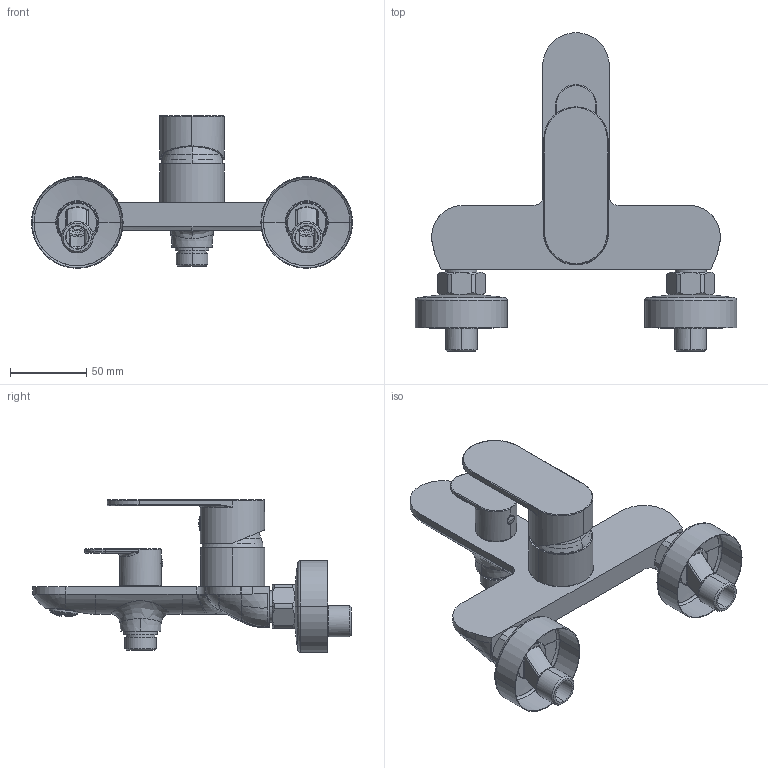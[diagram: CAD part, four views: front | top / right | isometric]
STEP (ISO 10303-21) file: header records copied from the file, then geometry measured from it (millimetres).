
FILE_DESCRIPTION((''),'2;1');
FILE_NAME('BAL1_ASM','2024-09-18T',('Administrator'),(''),'PRO/ENGINEER BY PARAMETRIC TECHNOLOGY CORPORATION, 2010430','PRO/ENGINEER BY PARAMETRIC TECHNOLOGY CORPORATION, 2010430','');
FILE_SCHEMA(('CONFIG_CONTROL_DESIGN'));
Products named in the file (25): 2120232; 2640148; 2710002; 2020004; 2020043; 2240156; 2730031; 2050232; 2220065; 2070031; 2210033; 2610026; 2550045; 2070001; 2210001; 2320080; 2510022; 2550021; 2510034; 2050013; 2510104; 2540006; 2070083; 2070076; BAL1_ASM
Assembly tree (30 placements, depth 2):
  BAL1_ASM
    2120232
    2640148
    2710002
    2020004
    2020043
    2240156
    2730031
    2050232
    2220065
    2070031
    2210033
    2610026
    2550045
    2070001
    2210001
    2320080
    2510022  x2
    2550021  x2
    2510034  x2
    2050013  x2
    2510104  x2
    2540006  x2
    2070083
    2070076
Bounding box: 210 x 208.39 x 99.86 mm (x, y, z)
Volume: 196035.8 mm3; surface area: 178278.9 mm2
Topology: 31 solids, 31 shells, 4573 faces, 12481 edges, 7966 vertices
Faces by surface type: plane 2286, cylinder 1656, bspline 297, cone 149, torus 138, sphere 39, extrusion 8
Entity records: 163450 total; most frequent: CARTESIAN_POINT 52247, ORIENTED_EDGE 23928, DIRECTION 22220, EDGE_CURVE 11964, AXIS2_PLACEMENT_3D 8242, VERTEX_POINT 7676, VECTOR 5736, LINE 5728
